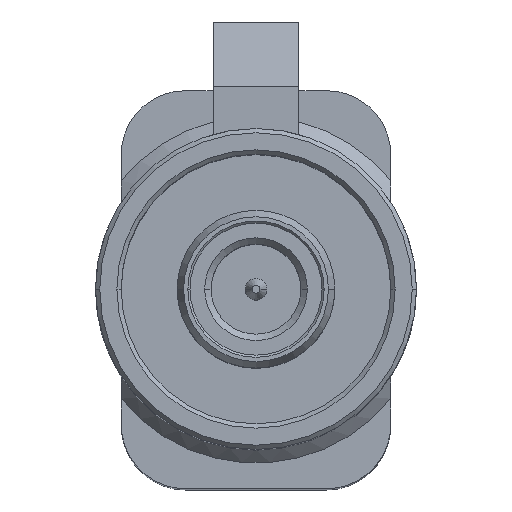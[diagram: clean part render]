
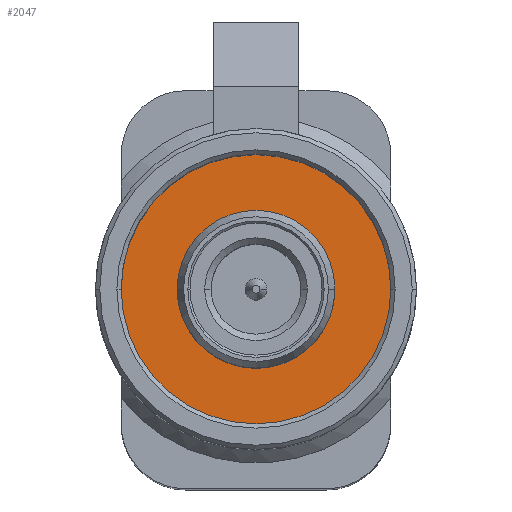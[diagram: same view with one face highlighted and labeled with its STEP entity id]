
A CAD part, top view. The second image highlights one B-rep face of the part: STEP entity #2047.
In plain terms, the highlighted planar face has unit normal (0, 0, 1).
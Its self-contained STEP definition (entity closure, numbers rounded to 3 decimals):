
#538 = EDGE_CURVE ( 'NONE', #2188, #2443, #2256, .T. ) ;
#710 = AXIS2_PLACEMENT_3D ( 'NONE', #1408, #3737, #769 ) ;
#769 = DIRECTION ( 'NONE',  ( 1., 0., 0. ) ) ;
#816 = ORIENTED_EDGE ( 'NONE', *, *, #3317, .T. ) ;
#874 = ORIENTED_EDGE ( 'NONE', *, *, #2569, .F. ) ;
#1097 = CARTESIAN_POINT ( 'NONE',  ( 3.15, 0., -7.25 ) ) ;
#1150 = PLANE ( 'NONE',  #2092 ) ;
#1160 = VERTEX_POINT ( 'NONE', #3659 ) ;
#1288 = CARTESIAN_POINT ( 'NONE',  ( 0., 0., -7.25 ) ) ;
#1408 = CARTESIAN_POINT ( 'NONE',  ( 0., 0., -7.25 ) ) ;
#1538 = CARTESIAN_POINT ( 'NONE',  ( 0., 3.15, -7.25 ) ) ;
#1557 = CARTESIAN_POINT ( 'NONE',  ( 1.843, 0., -7.25 ) ) ;
#1830 = CARTESIAN_POINT ( 'NONE',  ( 0., 0., -7.25 ) ) ;
#1847 = EDGE_LOOP ( 'NONE', ( #874, #3115 ) ) ;
#1920 = DIRECTION ( 'NONE',  ( 1., 0., 0. ) ) ;
#2024 = ORIENTED_EDGE ( 'NONE', *, *, #2938, .T. ) ;
#2047 = ADVANCED_FACE ( 'NONE', ( #2838, #2773 ), #1150, .T. ) ;
#2092 = AXIS2_PLACEMENT_3D ( 'NONE', #1538, #4169, #2524 ) ;
#2188 = VERTEX_POINT ( 'NONE', #1557 ) ;
#2256 = CIRCLE ( 'NONE', #3914, 1.843 ) ;
#2362 = AXIS2_PLACEMENT_3D ( 'NONE', #1288, #3246, #2921 ) ;
#2443 = VERTEX_POINT ( 'NONE', #3834 ) ;
#2521 = VERTEX_POINT ( 'NONE', #1097 ) ;
#2524 = DIRECTION ( 'NONE',  ( 1., 0., 0. ) ) ;
#2569 = EDGE_CURVE ( 'NONE', #2443, #2188, #4227, .T. ) ;
#2580 = CIRCLE ( 'NONE', #710, 3.15 ) ;
#2773 = FACE_OUTER_BOUND ( 'NONE', #4039, .T. ) ;
#2838 = FACE_BOUND ( 'NONE', #1847, .T. ) ;
#2916 = AXIS2_PLACEMENT_3D ( 'NONE', #1830, #3437, #3159 ) ;
#2921 = DIRECTION ( 'NONE',  ( 1., 0., 0. ) ) ;
#2938 = EDGE_CURVE ( 'NONE', #2521, #1160, #4299, .T. ) ;
#3115 = ORIENTED_EDGE ( 'NONE', *, *, #538, .F. ) ;
#3159 = DIRECTION ( 'NONE',  ( 1., 0., 0. ) ) ;
#3246 = DIRECTION ( 'NONE',  ( 0., 0., 1. ) ) ;
#3300 = CARTESIAN_POINT ( 'NONE',  ( 0., 0., -7.25 ) ) ;
#3317 = EDGE_CURVE ( 'NONE', #1160, #2521, #2580, .T. ) ;
#3437 = DIRECTION ( 'NONE',  ( 0., 0., 1. ) ) ;
#3621 = DIRECTION ( 'NONE',  ( 0., 0., 1. ) ) ;
#3659 = CARTESIAN_POINT ( 'NONE',  ( -3.15, 0., -7.25 ) ) ;
#3737 = DIRECTION ( 'NONE',  ( 0., 0., 1. ) ) ;
#3834 = CARTESIAN_POINT ( 'NONE',  ( -1.843, 0., -7.25 ) ) ;
#3914 = AXIS2_PLACEMENT_3D ( 'NONE', #3300, #3621, #1920 ) ;
#4039 = EDGE_LOOP ( 'NONE', ( #2024, #816 ) ) ;
#4169 = DIRECTION ( 'NONE',  ( 0., 0., 1. ) ) ;
#4227 = CIRCLE ( 'NONE', #2362, 1.843 ) ;
#4299 = CIRCLE ( 'NONE', #2916, 3.15 ) ;
